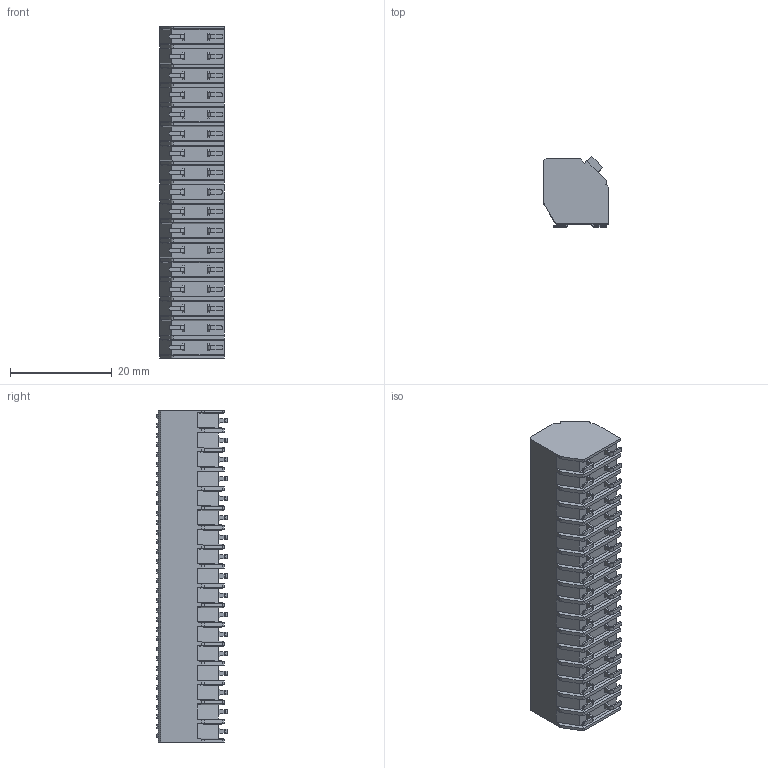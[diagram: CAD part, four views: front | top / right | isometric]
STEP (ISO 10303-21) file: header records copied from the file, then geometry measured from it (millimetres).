
FILE_DESCRIPTION((''),'2;1');
FILE_NAME('TLM-004AS-3_81-XXP-X','2024-09-12T',('sj'),(''),'PRO/ENGINEER BY PARAMETRIC TECHNOLOGY CORPORATION, 2015240','PRO/ENGINEER BY PARAMETRIC TECHNOLOGY CORPORATION, 2015240','');
FILE_SCHEMA(('CONFIG_CONTROL_DESIGN','SHAPE_APPEARANCE_LAYERS_GROUPS'));
Length unit declared in the file: millimetre
Products named in the file (1): TLM-004AS-3_81-XXP-X
Bounding box: 12.7 x 13.82 x 65.16 mm (x, y, z)
Volume: 8534.9 mm3; surface area: 5554 mm2
Topology: 1 solids, 1 shells, 1376 faces, 3901 edges, 2578 vertices
Faces by surface type: plane 1100, cylinder 259, cone 17
Entity records: 44441 total; most frequent: CARTESIAN_POINT 8538, ORIENTED_EDGE 7802, DIRECTION 6984, EDGE_CURVE 3901, VECTOR 3162, LINE 3162, VERTEX_POINT 2578, AXIS2_PLACEMENT_3D 1911
